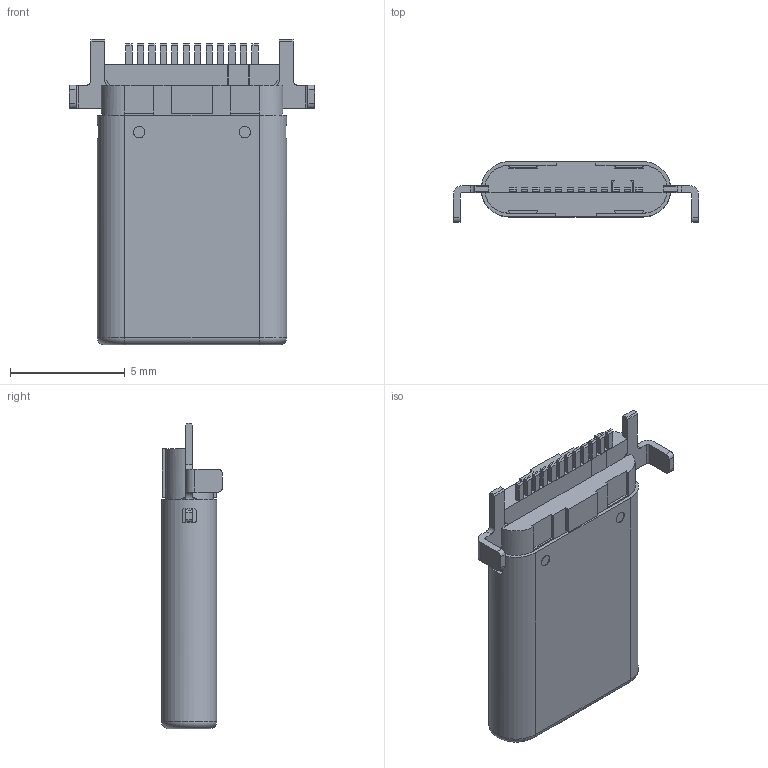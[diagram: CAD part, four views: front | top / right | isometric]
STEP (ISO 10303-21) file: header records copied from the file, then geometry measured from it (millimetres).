
FILE_DESCRIPTION((''),'2;1');
FILE_NAME('TANPIAN-PLASTIC_1_2__2_5_1_1__5','2025-12-20T17:09:53',('Administrator'),(''),'CREO PARAMETRIC BY PTC INC, 2022073','CREO PARAMETRIC BY PTC INC, 2022073','');
FILE_SCHEMA(('AUTOMOTIVE_DESIGN { 1 0 10303 214 1 1 1 1 }'));
Length unit declared in the file: millimetre
Products named in the file (1): TANPIAN-PLASTIC_1_2__2_5_1_1__5
Bounding box: 10.7 x 2.65 x 13.3 mm (x, y, z)
Volume: 181.7 mm3; surface area: 430.1 mm2
Topology: 1 solids, 1 shells, 429 faces, 1203 edges, 799 vertices
Faces by surface type: plane 337, cylinder 86, cone 4, torus 2
Entity records: 19793 total; most frequent: CARTESIAN_POINT 2565, ORIENTED_EDGE 2406, DIRECTION 2221, PRESENTATION_STYLE_ASSIGNMENT 1524, STYLED_ITEM 1204, CURVE_STYLE 1203, EDGE_CURVE 1203, VECTOR 987
